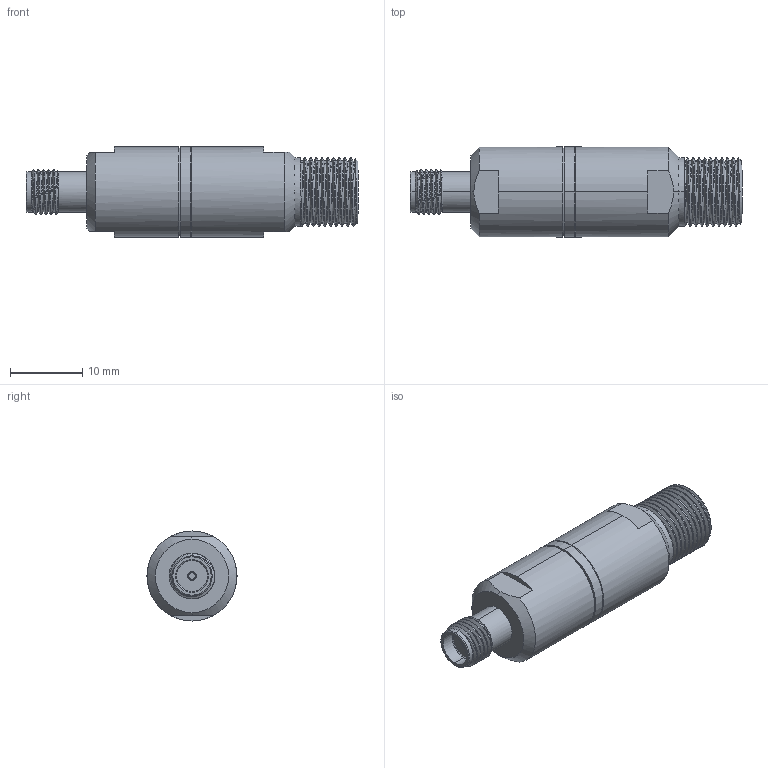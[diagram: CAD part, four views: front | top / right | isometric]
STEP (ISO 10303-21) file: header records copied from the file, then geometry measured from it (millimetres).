
FILE_DESCRIPTION (( 'STEP AP214' ), '1' );
FILE_NAME ('FMMP1109_3D.step', '2023-03-30T16:12:40', ( '' ), ( '' ), 'SwSTEP 2.0', 'SolidWorks 2022', '' );
FILE_SCHEMA (( 'AUTOMOTIVE_DESIGN' ));
Length unit declared in the file: inch
Products named in the file (1): FMMP1109_3D
Bounding box: 46.1 x 12.5 x 12.5 mm (x, y, z)
Volume: 3985.2 mm3; surface area: 2171.3 mm2
Topology: 1 solids, 1 shells, 129 faces, 331 edges, 214 vertices
Faces by surface type: cylinder 53, plane 45, cone 23, bspline 6, torus 2
Entity records: 8813 total; most frequent: CARTESIAN_POINT 5841, ORIENTED_EDGE 662, DIRECTION 565, EDGE_CURVE 331, VERTEX_POINT 214, AXIS2_PLACEMENT_3D 209, LINE 147, VECTOR 147
